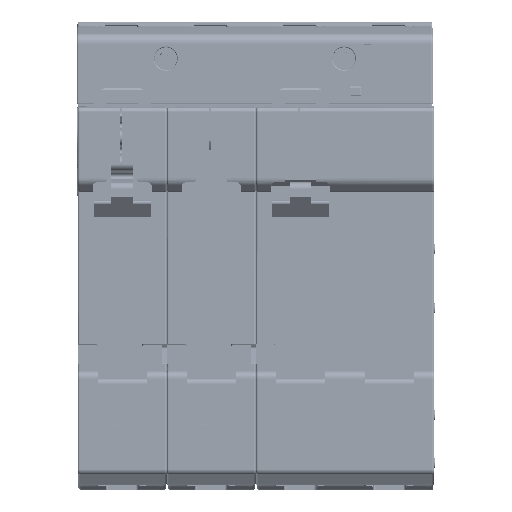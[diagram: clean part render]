
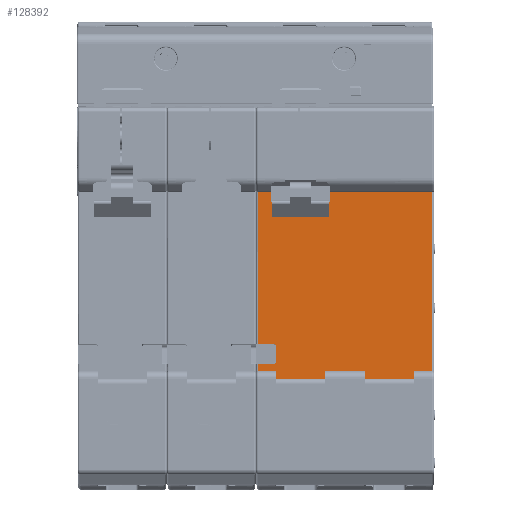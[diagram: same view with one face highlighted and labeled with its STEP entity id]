
A CAD part, top view. The second image highlights one B-rep face of the part: STEP entity #128392.
In plain terms, the highlighted planar face has unit normal (0, 0, 1).
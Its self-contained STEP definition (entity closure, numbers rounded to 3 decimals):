
#7290=DIRECTION('',(0.,-1.,0.));
#7291=VECTOR('',#7290,2.);
#7292=CARTESIAN_POINT('',(14.95,-17.08,-2.4));
#7293=LINE('',#7292,#7291);
#7294=DIRECTION('',(0.,-1.,0.));
#7295=VECTOR('',#7294,37.);
#7296=CARTESIAN_POINT('',(35.2,-17.08,-2.4));
#7297=LINE('',#7296,#7295);
#7298=DIRECTION('',(-1.,0.,0.));
#7299=VECTOR('',#7298,34.6);
#7300=CARTESIAN_POINT('',(35.2,-54.08,-2.4));
#7301=LINE('',#7300,#7299);
#7302=DIRECTION('',(0.,1.,0.));
#7303=VECTOR('',#7302,2.883);
#7304=CARTESIAN_POINT('',(0.6,-54.08,-2.4));
#7305=LINE('',#7304,#7303);
#7306=DIRECTION('',(1.,0.,0.));
#7307=VECTOR('',#7306,3.1);
#7308=CARTESIAN_POINT('',(0.6,-51.197,-2.4));
#7309=LINE('',#7308,#7307);
#7310=DIRECTION('',(0.,1.,0.));
#7311=VECTOR('',#7310,3.046);
#7312=CARTESIAN_POINT('',(4.2,-50.69,-2.4));
#7313=LINE('',#7312,#7311);
#7314=DIRECTION('',(1.,0.,0.));
#7315=VECTOR('',#7314,3.1);
#7316=CARTESIAN_POINT('',(0.6,-47.136,-2.4));
#7317=LINE('',#7316,#7315);
#7318=DIRECTION('',(0.,1.,0.));
#7319=VECTOR('',#7318,30.056);
#7320=CARTESIAN_POINT('',(0.6,-47.136,-2.4));
#7321=LINE('',#7320,#7319);
#7322=DIRECTION('',(0.,-1.,0.));
#7323=VECTOR('',#7322,2.);
#7324=CARTESIAN_POINT('',(3.15,-17.08,-2.4));
#7325=LINE('',#7324,#7323);
#7326=DIRECTION('',(-1.,0.,0.));
#7327=VECTOR('',#7326,11.3);
#7328=CARTESIAN_POINT('',(14.7,-19.08,-2.4));
#7329=LINE('',#7328,#7327);
#7330=CARTESIAN_POINT('',(28.25,-19.58,-2.4));
#7331=DIRECTION('',(0.,0.,1.));
#7332=DIRECTION('',(1.,0.,0.));
#7333=AXIS2_PLACEMENT_3D('',#7330,#7331,#7332);
#7335=DIRECTION('',(0.,1.,0.));
#7336=VECTOR('',#7335,0.05);
#7337=CARTESIAN_POINT('',(28.75,-19.58,-2.4));
#7338=LINE('',#7337,#7336);
#7339=DIRECTION('',(1.,0.,0.));
#7340=VECTOR('',#7339,1.);
#7341=CARTESIAN_POINT('',(27.25,-19.03,-2.4));
#7342=LINE('',#7341,#7340);
#7343=CARTESIAN_POINT('',(27.25,-18.53,-2.4));
#7344=DIRECTION('',(0.,0.,1.));
#7345=DIRECTION('',(-1.,0.,0.));
#7346=AXIS2_PLACEMENT_3D('',#7343,#7344,#7345);
#7348=DIRECTION('',(1.,0.,0.));
#7349=VECTOR('',#7348,1.);
#7350=CARTESIAN_POINT('',(27.25,-19.08,-2.4));
#7351=LINE('',#7350,#7349);
#7360=DIRECTION('',(-1.,0.,0.));
#7361=VECTOR('',#7360,0.25);
#7362=CARTESIAN_POINT('',(14.95,-19.08,-2.4));
#7363=LINE('',#7362,#7361);
#7426=DIRECTION('',(-1.,0.,0.));
#7427=VECTOR('',#7426,0.25);
#7428=CARTESIAN_POINT('',(3.4,-19.08,-2.4));
#7429=LINE('',#7428,#7427);
#7681=DIRECTION('',(-1.,0.,0.));
#7682=VECTOR('',#7681,2.55);
#7683=CARTESIAN_POINT('',(3.15,-17.08,-2.4));
#7684=LINE('',#7683,#7682);
#8004=CARTESIAN_POINT('',(3.7,-47.136,-2.4));
#8005=CARTESIAN_POINT('',(3.868,-47.136,-2.4));
#8006=CARTESIAN_POINT('',(4.075,-47.265,-2.4));
#8007=CARTESIAN_POINT('',(4.2,-47.475,-2.4));
#8008=CARTESIAN_POINT('',(4.2,-47.643,-2.4));
#8028=CARTESIAN_POINT('',(4.2,-50.69,-2.4));
#8029=CARTESIAN_POINT('',(4.2,-50.858,-2.4));
#8030=CARTESIAN_POINT('',(4.075,-51.068,-2.4));
#8031=CARTESIAN_POINT('',(3.868,-51.197,-2.4));
#8032=CARTESIAN_POINT('',(3.7,-51.197,-2.4));
#16459=DIRECTION('',(-1.,0.,0.));
#16460=VECTOR('',#16459,20.25);
#16461=CARTESIAN_POINT('',(35.2,-17.08,-2.4));
#16462=LINE('',#16461,#16460);
#87272=CARTESIAN_POINT('',(28.25,-19.53,-2.4));
#87273=DIRECTION('',(0.,0.,-1.));
#87274=DIRECTION('',(0.,1.,0.));
#87275=AXIS2_PLACEMENT_3D('',#87272,#87273,#87274);
#87298=CARTESIAN_POINT('',(27.25,-18.58,-2.4));
#87299=DIRECTION('',(0.,0.,-1.));
#87300=DIRECTION('',(0.,-1.,0.));
#87301=AXIS2_PLACEMENT_3D('',#87298,#87299,#87300);
#87316=DIRECTION('',(0.,-1.,0.));
#87317=VECTOR('',#87316,0.05);
#87318=CARTESIAN_POINT('',(26.75,-18.53,-2.4));
#87319=LINE('',#87318,#87317);
#101302=CARTESIAN_POINT('',(14.95,-17.08,-2.4));
#101303=CARTESIAN_POINT('',(14.95,-19.08,-2.4));
#101304=VERTEX_POINT('',#101302);
#101305=VERTEX_POINT('',#101303);
#102194=CARTESIAN_POINT('',(27.25,-19.08,-2.4));
#102195=CARTESIAN_POINT('',(28.25,-19.08,-2.4));
#102196=VERTEX_POINT('',#102194);
#102197=VERTEX_POINT('',#102195);
#102198=CARTESIAN_POINT('',(26.75,-18.58,-2.4));
#102199=VERTEX_POINT('',#102198);
#103192=CARTESIAN_POINT('',(3.15,-17.08,-2.4));
#103193=CARTESIAN_POINT('',(3.15,-19.08,-2.4));
#103194=VERTEX_POINT('',#103192);
#103195=VERTEX_POINT('',#103193);
#103683=CARTESIAN_POINT('',(4.2,-50.69,-2.4));
#103684=CARTESIAN_POINT('',(4.2,-47.643,-2.4));
#103685=VERTEX_POINT('',#103683);
#103686=VERTEX_POINT('',#103684);
#103687=VERTEX_POINT('',#8004);
#103688=VERTEX_POINT('',#8032);
#103902=CARTESIAN_POINT('',(0.6,-54.08,-2.4));
#103903=CARTESIAN_POINT('',(0.6,-51.197,-2.4));
#103904=VERTEX_POINT('',#103902);
#103905=VERTEX_POINT('',#103903);
#103928=CARTESIAN_POINT('',(0.6,-47.136,-2.4));
#103929=CARTESIAN_POINT('',(0.6,-17.08,-2.4));
#103930=VERTEX_POINT('',#103928);
#103931=VERTEX_POINT('',#103929);
#108279=CARTESIAN_POINT('',(28.25,-19.03,-2.4));
#108280=CARTESIAN_POINT('',(28.75,-19.53,-2.4));
#108281=VERTEX_POINT('',#108279);
#108282=VERTEX_POINT('',#108280);
#108283=CARTESIAN_POINT('',(27.25,-19.03,-2.4));
#108284=VERTEX_POINT('',#108283);
#108600=CARTESIAN_POINT('',(35.2,-17.08,-2.4));
#108601=CARTESIAN_POINT('',(35.2,-54.08,-2.4));
#108602=VERTEX_POINT('',#108600);
#108603=VERTEX_POINT('',#108601);
#109452=CARTESIAN_POINT('',(26.75,-18.53,-2.4));
#109454=VERTEX_POINT('',#109452);
#109694=CARTESIAN_POINT('',(28.75,-19.58,-2.4));
#109696=VERTEX_POINT('',#109694);
#119181=CARTESIAN_POINT('',(14.7,-19.08,-2.4));
#119182=CARTESIAN_POINT('',(3.4,-19.08,-2.4));
#119183=VERTEX_POINT('',#119181);
#119184=VERTEX_POINT('',#119182);
#128336=CARTESIAN_POINT('',(17.9,-54.08,-2.4));
#128337=DIRECTION('',(0.,0.,1.));
#128338=DIRECTION('',(0.,1.,0.));
#128339=AXIS2_PLACEMENT_3D('',#128336,#128337,#128338);
#128340=PLANE('',#128339);
#128342=ORIENTED_EDGE('',*,*,#128341,.F.);
#128344=ORIENTED_EDGE('',*,*,#128343,.F.);
#128346=ORIENTED_EDGE('',*,*,#128345,.F.);
#128348=ORIENTED_EDGE('',*,*,#128347,.T.);
#128349=ORIENTED_EDGE('',*,*,#128310,.T.);
#128351=ORIENTED_EDGE('',*,*,#128350,.T.);
#128353=ORIENTED_EDGE('',*,*,#128352,.T.);
#128355=ORIENTED_EDGE('',*,*,#128354,.F.);
#128357=ORIENTED_EDGE('',*,*,#128356,.T.);
#128359=ORIENTED_EDGE('',*,*,#128358,.F.);
#128361=ORIENTED_EDGE('',*,*,#128360,.F.);
#128363=ORIENTED_EDGE('',*,*,#128362,.T.);
#128365=ORIENTED_EDGE('',*,*,#128364,.F.);
#128367=ORIENTED_EDGE('',*,*,#128366,.T.);
#128369=ORIENTED_EDGE('',*,*,#128368,.F.);
#128371=ORIENTED_EDGE('',*,*,#128370,.F.);
#128372=EDGE_LOOP('',(#128342,#128344,#128346,#128348,#128349,#128351,#128353,
#128355,#128357,#128359,#128361,#128363,#128365,#128367,#128369,#128371));
#128373=FACE_OUTER_BOUND('',#128372,.F.);
#128375=ORIENTED_EDGE('',*,*,#128374,.F.);
#128377=ORIENTED_EDGE('',*,*,#128376,.T.);
#128379=ORIENTED_EDGE('',*,*,#128378,.F.);
#128381=ORIENTED_EDGE('',*,*,#128380,.F.);
#128383=ORIENTED_EDGE('',*,*,#128382,.F.);
#128385=ORIENTED_EDGE('',*,*,#128384,.T.);
#128387=ORIENTED_EDGE('',*,*,#128386,.F.);
#128389=ORIENTED_EDGE('',*,*,#128388,.T.);
#128390=EDGE_LOOP('',(#128375,#128377,#128379,#128381,#128383,#128385,#128387,
#128389));
#128391=FACE_BOUND('',#128390,.F.);
#128392=ADVANCED_FACE('',(#128373,#128391),#128340,.T.);
#7334=CIRCLE('',#7333,0.5);
#7347=CIRCLE('',#7346,0.5);
#8009=B_SPLINE_CURVE_WITH_KNOTS('',3,(#8004,#8005,#8006,#8007,#8008),
.UNSPECIFIED.,.F.,.F.,(4,1,4),(0.,0.5,1.),.UNSPECIFIED.);
#8033=B_SPLINE_CURVE_WITH_KNOTS('',3,(#8028,#8029,#8030,#8031,#8032),
.UNSPECIFIED.,.F.,.F.,(4,1,4),(0.,0.5,1.),.UNSPECIFIED.);
#87276=CIRCLE('',#87275,0.5);
#87302=CIRCLE('',#87301,0.5);
#128310=EDGE_CURVE('',#108603,#103904,#7301,.T.);
#128341=EDGE_CURVE('',#101305,#119183,#7363,.T.);
#128343=EDGE_CURVE('',#101304,#101305,#7293,.T.);
#128345=EDGE_CURVE('',#108602,#101304,#16462,.T.);
#128347=EDGE_CURVE('',#108602,#108603,#7297,.T.);
#128350=EDGE_CURVE('',#103904,#103905,#7305,.T.);
#128352=EDGE_CURVE('',#103905,#103688,#7309,.T.);
#128354=EDGE_CURVE('',#103685,#103688,#8033,.T.);
#128356=EDGE_CURVE('',#103685,#103686,#7313,.T.);
#128358=EDGE_CURVE('',#103687,#103686,#8009,.T.);
#128360=EDGE_CURVE('',#103930,#103687,#7317,.T.);
#128362=EDGE_CURVE('',#103930,#103931,#7321,.T.);
#128364=EDGE_CURVE('',#103194,#103931,#7684,.T.);
#128366=EDGE_CURVE('',#103194,#103195,#7325,.T.);
#128368=EDGE_CURVE('',#119184,#103195,#7429,.T.);
#128370=EDGE_CURVE('',#119183,#119184,#7329,.T.);
#128374=EDGE_CURVE('',#109696,#102197,#7334,.T.);
#128376=EDGE_CURVE('',#109696,#108282,#7338,.T.);
#128378=EDGE_CURVE('',#108281,#108282,#87276,.T.);
#128380=EDGE_CURVE('',#108284,#108281,#7342,.T.);
#128382=EDGE_CURVE('',#109454,#108284,#7347,.T.);
#128384=EDGE_CURVE('',#109454,#102199,#87319,.T.);
#128386=EDGE_CURVE('',#102196,#102199,#87302,.T.);
#128388=EDGE_CURVE('',#102196,#102197,#7351,.T.);
